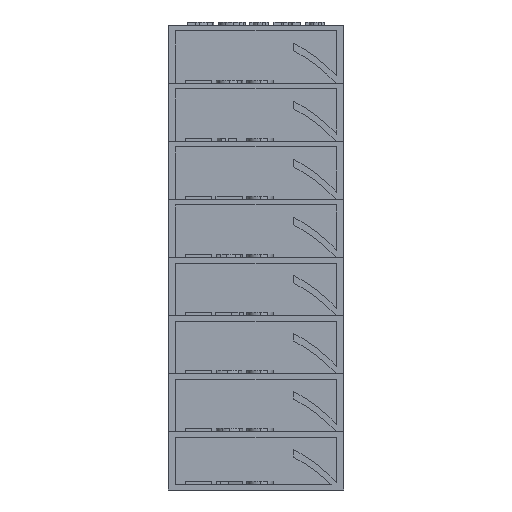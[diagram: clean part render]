
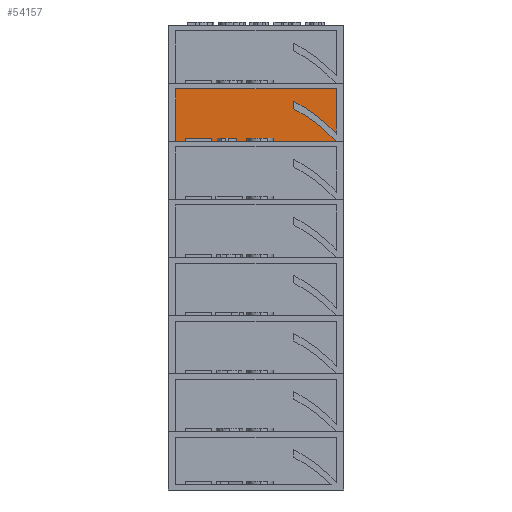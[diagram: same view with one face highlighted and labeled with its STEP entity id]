
A CAD part, front view. The second image highlights one B-rep face of the part: STEP entity #54157.
In plain terms, the highlighted planar face has unit normal (0, -1, 0).
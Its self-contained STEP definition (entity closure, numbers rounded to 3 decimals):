
#53214 = PLANE('',#53215);
#53215 = AXIS2_PLACEMENT_3D('',#53216,#53217,#53218);
#53216 = CARTESIAN_POINT('',(0.,2.331,59.4));
#53217 = DIRECTION('',(0.,0.,1.));
#53218 = DIRECTION('',(1.,0.,0.));
#53351 = VERTEX_POINT('',#53352);
#53352 = CARTESIAN_POINT('',(13.7,3.7,59.4));
#53366 = PLANE('',#53367);
#53367 = AXIS2_PLACEMENT_3D('',#53368,#53369,#53370);
#53368 = CARTESIAN_POINT('',(13.7,-5.,59.4));
#53369 = DIRECTION('',(-1.,0.,0.));
#53370 = DIRECTION('',(0.,1.,0.));
#53378 = EDGE_CURVE('',#53351,#53379,#53381,.T.);
#53379 = VERTEX_POINT('',#53380);
#53380 = CARTESIAN_POINT('',(-13.7,3.7,59.4));
#53381 = SURFACE_CURVE('',#53382,(#53386,#53393),.PCURVE_S1.);
#53382 = LINE('',#53383,#53384);
#53383 = CARTESIAN_POINT('',(13.7,3.7,59.4));
#53384 = VECTOR('',#53385,1.);
#53385 = DIRECTION('',(-1.,0.,0.));
#53386 = PCURVE('',#53214,#53387);
#53387 = DEFINITIONAL_REPRESENTATION('',(#53388),#53392);
#53388 = LINE('',#53389,#53390);
#53389 = CARTESIAN_POINT('',(13.7,1.369));
#53390 = VECTOR('',#53391,1.);
#53391 = DIRECTION('',(-1.,0.));
#53392 = ( GEOMETRIC_REPRESENTATION_CONTEXT(2) 
PARAMETRIC_REPRESENTATION_CONTEXT() REPRESENTATION_CONTEXT('2D SPACE',''
  ) );
#53393 = PCURVE('',#53394,#53399);
#53394 = PLANE('',#53395);
#53395 = AXIS2_PLACEMENT_3D('',#53396,#53397,#53398);
#53396 = CARTESIAN_POINT('',(13.7,3.7,59.4));
#53397 = DIRECTION('',(0.,-1.,0.));
#53398 = DIRECTION('',(-1.,0.,0.));
#53399 = DEFINITIONAL_REPRESENTATION('',(#53400),#53404);
#53400 = LINE('',#53401,#53402);
#53401 = CARTESIAN_POINT('',(0.,-0.));
#53402 = VECTOR('',#53403,1.);
#53403 = DIRECTION('',(1.,0.));
#53404 = ( GEOMETRIC_REPRESENTATION_CONTEXT(2) 
PARAMETRIC_REPRESENTATION_CONTEXT() REPRESENTATION_CONTEXT('2D SPACE',''
  ) );
#53422 = PLANE('',#53423);
#53423 = AXIS2_PLACEMENT_3D('',#53424,#53425,#53426);
#53424 = CARTESIAN_POINT('',(-13.7,3.7,59.4));
#53425 = DIRECTION('',(1.,0.,0.));
#53426 = DIRECTION('',(0.,-1.,0.));
#53707 = PLANE('',#53708);
#53708 = AXIS2_PLACEMENT_3D('',#53709,#53710,#53711);
#53709 = CARTESIAN_POINT('',(0.,0.,68.4));
#53710 = DIRECTION('',(0.,0.,1.));
#53711 = DIRECTION('',(1.,0.,0.));
#54114 = VERTEX_POINT('',#54115);
#54115 = CARTESIAN_POINT('',(13.7,3.7,68.4));
#54136 = EDGE_CURVE('',#53351,#54114,#54137,.T.);
#54137 = SURFACE_CURVE('',#54138,(#54142,#54149),.PCURVE_S1.);
#54138 = LINE('',#54139,#54140);
#54139 = CARTESIAN_POINT('',(13.7,3.7,59.4));
#54140 = VECTOR('',#54141,1.);
#54141 = DIRECTION('',(0.,0.,1.));
#54142 = PCURVE('',#53366,#54143);
#54143 = DEFINITIONAL_REPRESENTATION('',(#54144),#54148);
#54144 = LINE('',#54145,#54146);
#54145 = CARTESIAN_POINT('',(8.7,0.));
#54146 = VECTOR('',#54147,1.);
#54147 = DIRECTION('',(0.,-1.));
#54148 = ( GEOMETRIC_REPRESENTATION_CONTEXT(2) 
PARAMETRIC_REPRESENTATION_CONTEXT() REPRESENTATION_CONTEXT('2D SPACE',''
  ) );
#54149 = PCURVE('',#53394,#54150);
#54150 = DEFINITIONAL_REPRESENTATION('',(#54151),#54155);
#54151 = LINE('',#54152,#54153);
#54152 = CARTESIAN_POINT('',(0.,-0.));
#54153 = VECTOR('',#54154,1.);
#54154 = DIRECTION('',(0.,-1.));
#54155 = ( GEOMETRIC_REPRESENTATION_CONTEXT(2) 
PARAMETRIC_REPRESENTATION_CONTEXT() REPRESENTATION_CONTEXT('2D SPACE',''
  ) );
#54157 = ADVANCED_FACE('',(#54158),#53394,.T.);
#54158 = FACE_BOUND('',#54159,.T.);
#54159 = EDGE_LOOP('',(#54160,#54161,#54162,#54185));
#54160 = ORIENTED_EDGE('',*,*,#53378,.F.);
#54161 = ORIENTED_EDGE('',*,*,#54136,.T.);
#54162 = ORIENTED_EDGE('',*,*,#54163,.T.);
#54163 = EDGE_CURVE('',#54114,#54164,#54166,.T.);
#54164 = VERTEX_POINT('',#54165);
#54165 = CARTESIAN_POINT('',(-13.7,3.7,68.4));
#54166 = SURFACE_CURVE('',#54167,(#54171,#54178),.PCURVE_S1.);
#54167 = LINE('',#54168,#54169);
#54168 = CARTESIAN_POINT('',(6.85,3.7,68.4));
#54169 = VECTOR('',#54170,1.);
#54170 = DIRECTION('',(-1.,0.,0.));
#54171 = PCURVE('',#53394,#54172);
#54172 = DEFINITIONAL_REPRESENTATION('',(#54173),#54177);
#54173 = LINE('',#54174,#54175);
#54174 = CARTESIAN_POINT('',(6.85,-9.));
#54175 = VECTOR('',#54176,1.);
#54176 = DIRECTION('',(1.,0.));
#54177 = ( GEOMETRIC_REPRESENTATION_CONTEXT(2) 
PARAMETRIC_REPRESENTATION_CONTEXT() REPRESENTATION_CONTEXT('2D SPACE',''
  ) );
#54178 = PCURVE('',#53707,#54179);
#54179 = DEFINITIONAL_REPRESENTATION('',(#54180),#54184);
#54180 = LINE('',#54181,#54182);
#54181 = CARTESIAN_POINT('',(6.85,3.7));
#54182 = VECTOR('',#54183,1.);
#54183 = DIRECTION('',(-1.,0.));
#54184 = ( GEOMETRIC_REPRESENTATION_CONTEXT(2) 
PARAMETRIC_REPRESENTATION_CONTEXT() REPRESENTATION_CONTEXT('2D SPACE',''
  ) );
#54185 = ORIENTED_EDGE('',*,*,#54186,.F.);
#54186 = EDGE_CURVE('',#53379,#54164,#54187,.T.);
#54187 = SURFACE_CURVE('',#54188,(#54192,#54199),.PCURVE_S1.);
#54188 = LINE('',#54189,#54190);
#54189 = CARTESIAN_POINT('',(-13.7,3.7,59.4));
#54190 = VECTOR('',#54191,1.);
#54191 = DIRECTION('',(0.,0.,1.));
#54192 = PCURVE('',#53394,#54193);
#54193 = DEFINITIONAL_REPRESENTATION('',(#54194),#54198);
#54194 = LINE('',#54195,#54196);
#54195 = CARTESIAN_POINT('',(27.4,0.));
#54196 = VECTOR('',#54197,1.);
#54197 = DIRECTION('',(0.,-1.));
#54198 = ( GEOMETRIC_REPRESENTATION_CONTEXT(2) 
PARAMETRIC_REPRESENTATION_CONTEXT() REPRESENTATION_CONTEXT('2D SPACE',''
  ) );
#54199 = PCURVE('',#53422,#54200);
#54200 = DEFINITIONAL_REPRESENTATION('',(#54201),#54205);
#54201 = LINE('',#54202,#54203);
#54202 = CARTESIAN_POINT('',(0.,0.));
#54203 = VECTOR('',#54204,1.);
#54204 = DIRECTION('',(0.,-1.));
#54205 = ( GEOMETRIC_REPRESENTATION_CONTEXT(2) 
PARAMETRIC_REPRESENTATION_CONTEXT() REPRESENTATION_CONTEXT('2D SPACE',''
  ) );
